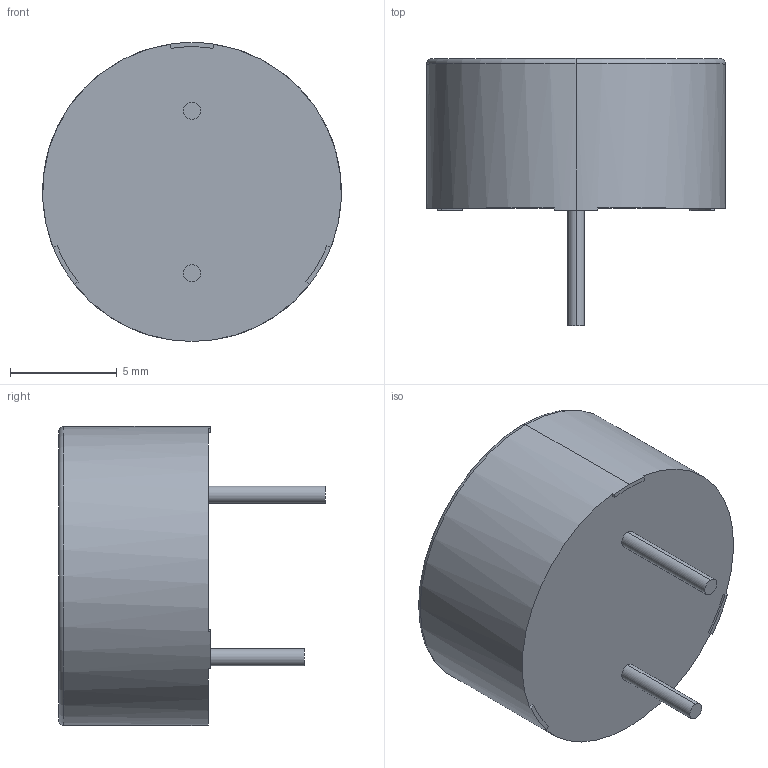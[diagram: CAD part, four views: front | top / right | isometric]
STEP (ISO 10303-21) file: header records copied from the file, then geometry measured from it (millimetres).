
FILE_DESCRIPTION (( 'STEP AP214' ), '1' );
FILE_NAME ('B68B8913-DCDF-4DF6-A74B-81B43CB15008.STEP', '2023-08-24T10:40:37', ( '' ), ( '' ), 'SwSTEP 2.0', 'SolidWorks 2022', '' );
FILE_SCHEMA (( 'AUTOMOTIVE_DESIGN' ));
Length unit declared in the file: millimetre
Products named in the file (1): B68B8913-DCDF-4DF6-A74B-81B43CB15008
Bounding box: 14 x 12.5 x 14 mm (x, y, z)
Volume: 108.5 mm3; surface area: 1210.8 mm2
Topology: 1 solids, 1 shells, 99 faces, 251 edges, 166 vertices
Faces by surface type: plane 71, cylinder 17, bspline 7, torus 4
Entity records: 4416 total; most frequent: CARTESIAN_POINT 964, ORIENTED_EDGE 502, DIRECTION 471, EDGE_CURVE 251, LINE 189, VECTOR 189, VERTEX_POINT 166, AXIS2_PLACEMENT_3D 141
